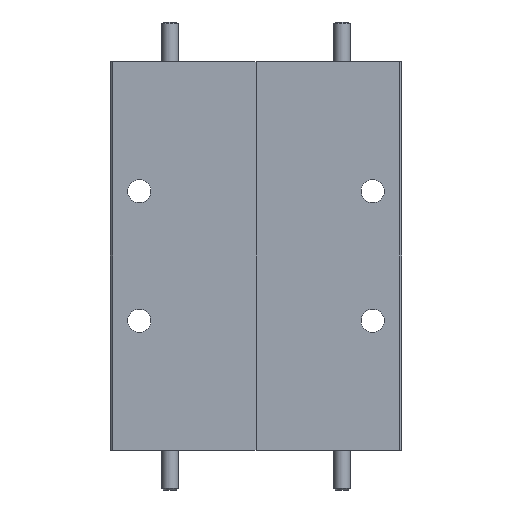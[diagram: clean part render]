
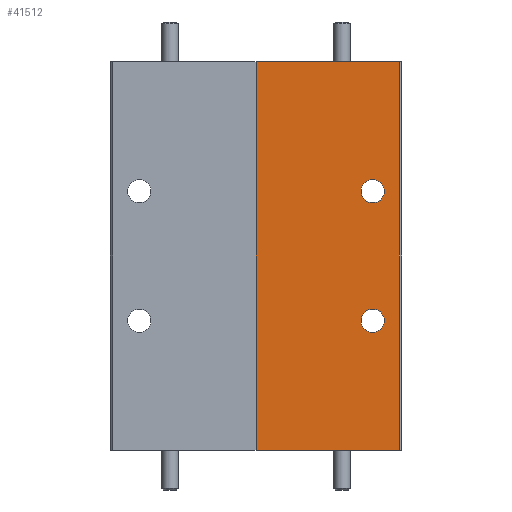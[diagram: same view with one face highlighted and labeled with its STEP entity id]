
A CAD part, left-side view. The second image highlights one B-rep face of the part: STEP entity #41512.
In plain terms, the highlighted planar face has unit normal (-1, 0, 0).
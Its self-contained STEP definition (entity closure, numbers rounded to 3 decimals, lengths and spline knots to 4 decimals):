
#390 = VERTEX_POINT ( 'NONE', #30571 ) ;
#1424 = EDGE_LOOP ( 'NONE', ( #39797, #29784 ) ) ;
#1571 = ORIENTED_EDGE ( 'NONE', *, *, #68507, .F. ) ;
#1706 = ORIENTED_EDGE ( 'NONE', *, *, #61894, .T. ) ;
#2026 = CARTESIAN_POINT ( 'NONE',  ( -0.5625, -0.2713, 0.75 ) ) ;
#2176 = VERTEX_POINT ( 'NONE', #61138 ) ;
#2410 = DIRECTION ( 'NONE',  ( 0., 0., 1. ) ) ;
#5272 = VERTEX_POINT ( 'NONE', #57746 ) ;
#7079 = CARTESIAN_POINT ( 'NONE',  ( -0.5625, -0.2712, -0.75 ) ) ;
#7212 = PLANE ( 'NONE',  #29685 ) ;
#7893 = DIRECTION ( 'NONE',  ( -1., 0., 0. ) ) ;
#14046 = DIRECTION ( 'NONE',  ( -1., 0., 0. ) ) ;
#15690 = DIRECTION ( 'NONE',  ( 0., 0., 1. ) ) ;
#16549 = EDGE_CURVE ( 'NONE', #5272, #32908, #45785, .T. ) ;
#17580 = FACE_BOUND ( 'NONE', #69726, .T. ) ;
#20193 = VECTOR ( 'NONE', #44845, 39.3701 ) ;
#21388 = DIRECTION ( 'NONE',  ( -1., 0., 0. ) ) ;
#21470 = AXIS2_PLACEMENT_3D ( 'NONE', #31738, #21388, #15690 ) ;
#21608 = ORIENTED_EDGE ( 'NONE', *, *, #50926, .T. ) ;
#22537 = CARTESIAN_POINT ( 'NONE',  ( -0.5625, 0.2813, 0.75 ) ) ;
#23442 = EDGE_CURVE ( 'NONE', #32908, #5272, #59355, .T. ) ;
#24084 = DIRECTION ( 'NONE',  ( -1., 0., 0. ) ) ;
#24114 = CIRCLE ( 'NONE', #28441, 0.0445 ) ;
#25924 = DIRECTION ( 'NONE',  ( 0., 0., 1. ) ) ;
#26700 = EDGE_CURVE ( 'NONE', #32534, #2176, #37318, .T. ) ;
#27116 = CARTESIAN_POINT ( 'NONE',  ( -0.5625, -0.1687, -0.2055 ) ) ;
#28088 = VECTOR ( 'NONE', #68307, 39.3701 ) ;
#28441 = AXIS2_PLACEMENT_3D ( 'NONE', #45786, #24084, #2410 ) ;
#29685 = AXIS2_PLACEMENT_3D ( 'NONE', #54573, #66103, #49603 ) ;
#29784 = ORIENTED_EDGE ( 'NONE', *, *, #23442, .F. ) ;
#30571 = CARTESIAN_POINT ( 'NONE',  ( -0.5625, -0.1687, -0.2945 ) ) ;
#31230 = VERTEX_POINT ( 'NONE', #27116 ) ;
#31738 = CARTESIAN_POINT ( 'NONE',  ( -0.5625, -0.1687, 0.25 ) ) ;
#32101 = VERTEX_POINT ( 'NONE', #7079 ) ;
#32187 = CARTESIAN_POINT ( 'NONE',  ( -0.5625, 0.2813, 0.75 ) ) ;
#32534 = VERTEX_POINT ( 'NONE', #22537 ) ;
#32908 = VERTEX_POINT ( 'NONE', #69588 ) ;
#33192 = CARTESIAN_POINT ( 'NONE',  ( -0.5625, 0.2813, -0.75 ) ) ;
#34441 = FACE_BOUND ( 'NONE', #1424, .T. ) ;
#35458 = CARTESIAN_POINT ( 'NONE',  ( -0.5625, -0.1687, -0.25 ) ) ;
#35984 = DIRECTION ( 'NONE',  ( 0., 0., 1. ) ) ;
#37318 = LINE ( 'NONE', #32187, #67567 ) ;
#39759 = DIRECTION ( 'NONE',  ( 0., 0., 1. ) ) ;
#39797 = ORIENTED_EDGE ( 'NONE', *, *, #16549, .F. ) ;
#41282 = CARTESIAN_POINT ( 'NONE',  ( -0.5625, 0.2813, -0.75 ) ) ;
#41512 = ADVANCED_FACE ( 'NONE', ( #34441, #17580, #47116 ), #7212, .F. ) ;
#41738 = EDGE_CURVE ( 'NONE', #31230, #390, #42062, .T. ) ;
#42062 = CIRCLE ( 'NONE', #47782, 0.0445 ) ;
#43024 = VECTOR ( 'NONE', #25924, 39.3701 ) ;
#43782 = DIRECTION ( 'NONE',  ( 0., -1., 0. ) ) ;
#44043 = ORIENTED_EDGE ( 'NONE', *, *, #51540, .T. ) ;
#44845 = DIRECTION ( 'NONE',  ( 0., 0., -1. ) ) ;
#45512 = LINE ( 'NONE', #2026, #43024 ) ;
#45785 = CIRCLE ( 'NONE', #21470, 0.0445 ) ;
#45786 = CARTESIAN_POINT ( 'NONE',  ( -0.5625, -0.1687, -0.25 ) ) ;
#47116 = FACE_OUTER_BOUND ( 'NONE', #59499, .T. ) ;
#47782 = AXIS2_PLACEMENT_3D ( 'NONE', #35458, #7893, #39759 ) ;
#49603 = DIRECTION ( 'NONE',  ( 0., 0., -1. ) ) ;
#50926 = EDGE_CURVE ( 'NONE', #32101, #2176, #45512, .T. ) ;
#51540 = EDGE_CURVE ( 'NONE', #32534, #69581, #67378, .T. ) ;
#54408 = AXIS2_PLACEMENT_3D ( 'NONE', #62345, #14046, #35984 ) ;
#54573 = CARTESIAN_POINT ( 'NONE',  ( -0.5625, 0.2813, 0.75 ) ) ;
#55444 = ORIENTED_EDGE ( 'NONE', *, *, #26700, .F. ) ;
#56550 = CARTESIAN_POINT ( 'NONE',  ( -0.5625, 0.2813, 0.75 ) ) ;
#57746 = CARTESIAN_POINT ( 'NONE',  ( -0.5625, -0.1687, 0.2945 ) ) ;
#59230 = LINE ( 'NONE', #41282, #28088 ) ;
#59355 = CIRCLE ( 'NONE', #54408, 0.0445 ) ;
#59499 = EDGE_LOOP ( 'NONE', ( #1706, #21608, #55444, #44043 ) ) ;
#61138 = CARTESIAN_POINT ( 'NONE',  ( -0.5625, -0.2712, 0.75 ) ) ;
#61894 = EDGE_CURVE ( 'NONE', #69581, #32101, #59230, .T. ) ;
#62345 = CARTESIAN_POINT ( 'NONE',  ( -0.5625, -0.1687, 0.25 ) ) ;
#66103 = DIRECTION ( 'NONE',  ( 1., 0., 0. ) ) ;
#67378 = LINE ( 'NONE', #56550, #20193 ) ;
#67567 = VECTOR ( 'NONE', #43782, 39.3701 ) ;
#68307 = DIRECTION ( 'NONE',  ( 0., -1., 0. ) ) ;
#68507 = EDGE_CURVE ( 'NONE', #390, #31230, #24114, .T. ) ;
#68997 = ORIENTED_EDGE ( 'NONE', *, *, #41738, .F. ) ;
#69581 = VERTEX_POINT ( 'NONE', #33192 ) ;
#69588 = CARTESIAN_POINT ( 'NONE',  ( -0.5625, -0.1687, 0.2055 ) ) ;
#69726 = EDGE_LOOP ( 'NONE', ( #68997, #1571 ) ) ;
